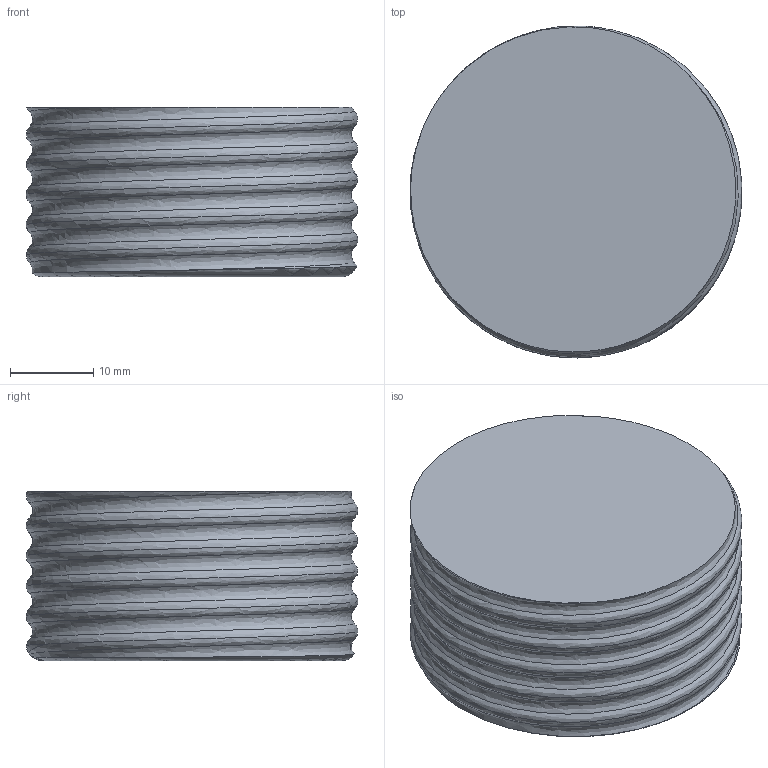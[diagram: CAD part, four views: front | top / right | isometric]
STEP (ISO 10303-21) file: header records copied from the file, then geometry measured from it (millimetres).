
FILE_DESCRIPTION(/* description */ (''),/* implementation_level */ '2;1');
FILE_NAME(/* name */ 'Gas_Mask_Male_Thread_short v2.step',/* time_stamp */ '2020-06-18T22:38:21+02:00',/* author */ (''),/* organization */ (''),/* preprocessor_version */ 'ST-DEVELOPER v18.1',/* originating_system */ 'Autodesk Translation Framework v9.3.0.1241',/* authorisation */ '');
FILE_SCHEMA (('AUTOMOTIVE_DESIGN { 1 0 10303 214 3 1 1 }'));
Length unit declared in the file: millimetre
Products named in the file (1): Gas_Mask_Male_Thread_short
Bounding box: 39.85 x 39.85 x 20.37 mm (x, y, z)
Volume: 24335.8 mm3; surface area: 5123.4 mm2
Topology: 1 solids, 1 shells, 12 faces, 28 edges, 18 vertices
Faces by surface type: cylinder 6, bspline 3, plane 2, torus 1
Full cylindrical faces by diameter (mm): 39.046 x5
Entity records: 4082 total; most frequent: CARTESIAN_POINT 3822, ORIENTED_EDGE 56, DIRECTION 29, EDGE_CURVE 28, B_SPLINE_CURVE_WITH_KNOTS 22, VERTEX_POINT 18, AXIS2_PLACEMENT_3D 13, FACE_OUTER_BOUND 12
